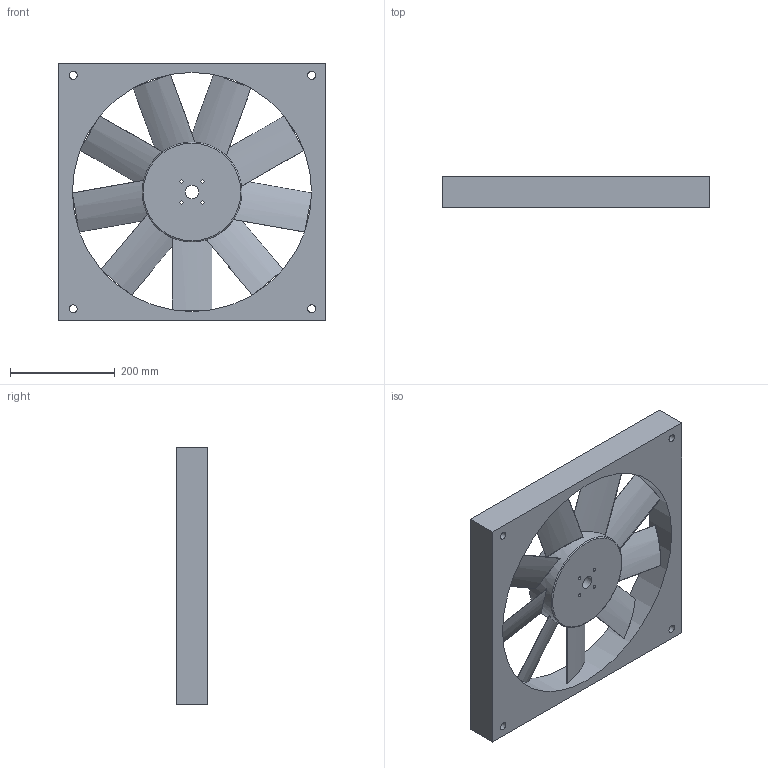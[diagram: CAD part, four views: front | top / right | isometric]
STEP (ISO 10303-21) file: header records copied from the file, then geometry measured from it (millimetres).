
FILE_DESCRIPTION(('STEP AP203'), '1');
FILE_NAME('栖闉罻', '', ('UNSPECIFIED'), ('UNSPECIFIED'), 'C3D Converter', 'C3D Toolkit', '');
FILE_SCHEMA(('CONFIG_CONTROL_DESIGN'));
Length unit declared in the file: millimetre
Assembly tree (3 placements, depth 2):
  (unnamed)
    (unnamed)
    (unnamed)
    (unnamed)
Bounding box: 510 x 60 x 490 mm (x, y, z)
Volume: 6224394 mm3; surface area: 754666.1 mm2
Topology: 2 solids, 2 shells, 119 faces, 304 edges, 199 vertices
Faces by surface type: plane 85, cylinder 31, torus 3
Full cylindrical faces by diameter (mm): 6 x4, 15 x4, 25 x1, 70 x1, 160 x1, 190 x1, 456 x1
Entity records: 4544 total; most frequent: CARTESIAN_POINT 1542, ORIENTED_EDGE 574, DIRECTION 540, EDGE_CURVE 287, VERTEX_POINT 199, LINE 186, VECTOR 186, AXIS2_PLACEMENT_3D 177
